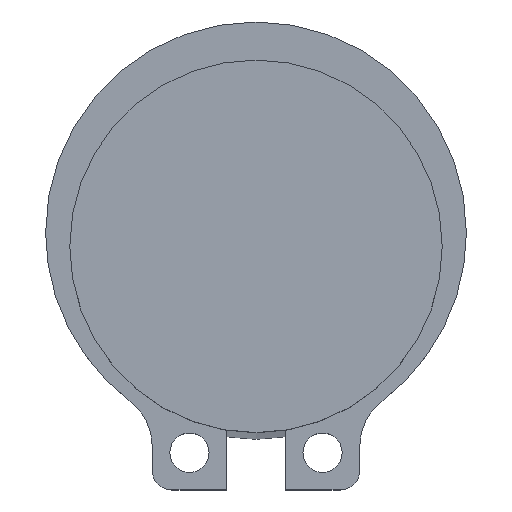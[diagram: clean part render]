
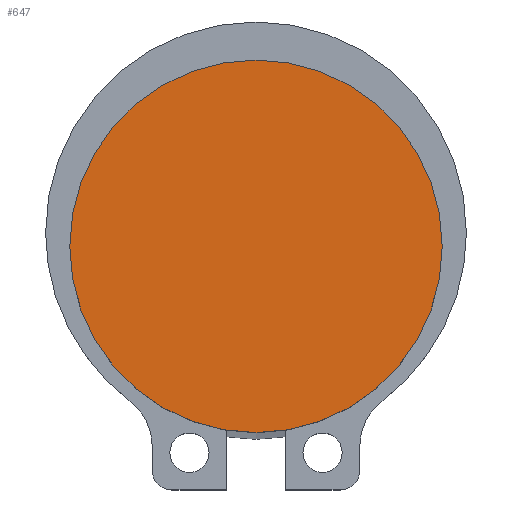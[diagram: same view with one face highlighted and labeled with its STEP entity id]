
A CAD part, top view. The second image highlights one B-rep face of the part: STEP entity #647.
In plain terms, the highlighted planar face has unit normal (0, 0, 1).
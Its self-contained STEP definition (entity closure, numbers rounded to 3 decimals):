
#16 = CARTESIAN_POINT ( 'NONE',  ( 0., 0., 0. ) ) ;
#37 = AXIS2_PLACEMENT_3D ( 'NONE', #68, #694, #83 ) ;
#68 = CARTESIAN_POINT ( 'NONE',  ( 0., 0., 0. ) ) ;
#83 = DIRECTION ( 'NONE',  ( 1., 0., 0. ) ) ;
#183 = FACE_OUTER_BOUND ( 'NONE', #808, .T. ) ;
#311 = DIRECTION ( 'NONE',  ( 1., 0., 0. ) ) ;
#327 = VERTEX_POINT ( 'NONE', #359 ) ;
#354 = VERTEX_POINT ( 'NONE', #1086 ) ;
#359 = CARTESIAN_POINT ( 'NONE',  ( -9.5, 0., 0. ) ) ;
#401 = AXIS2_PLACEMENT_3D ( 'NONE', #16, #524, #311 ) ;
#407 = PLANE ( 'NONE',  #944 ) ;
#522 = CIRCLE ( 'NONE', #401, 9.5 ) ;
#524 = DIRECTION ( 'NONE',  ( 0., 0., 1. ) ) ;
#589 = EDGE_CURVE ( 'NONE', #327, #354, #976, .T. ) ;
#609 = DIRECTION ( 'NONE',  ( -1., 0., 0. ) ) ;
#647 = ADVANCED_FACE ( 'NONE', ( #183 ), #407, .F. ) ;
#694 = DIRECTION ( 'NONE',  ( 0., 0., 1. ) ) ;
#786 = ORIENTED_EDGE ( 'NONE', *, *, #1162, .T. ) ;
#808 = EDGE_LOOP ( 'NONE', ( #786, #1324 ) ) ;
#920 = CARTESIAN_POINT ( 'NONE',  ( 0., 0., 0. ) ) ;
#944 = AXIS2_PLACEMENT_3D ( 'NONE', #920, #1034, #609 ) ;
#976 = CIRCLE ( 'NONE', #37, 9.5 ) ;
#1034 = DIRECTION ( 'NONE',  ( 0., 0., -1. ) ) ;
#1086 = CARTESIAN_POINT ( 'NONE',  ( 9.5, 0., 0. ) ) ;
#1162 = EDGE_CURVE ( 'NONE', #354, #327, #522, .T. ) ;
#1324 = ORIENTED_EDGE ( 'NONE', *, *, #589, .T. ) ;
